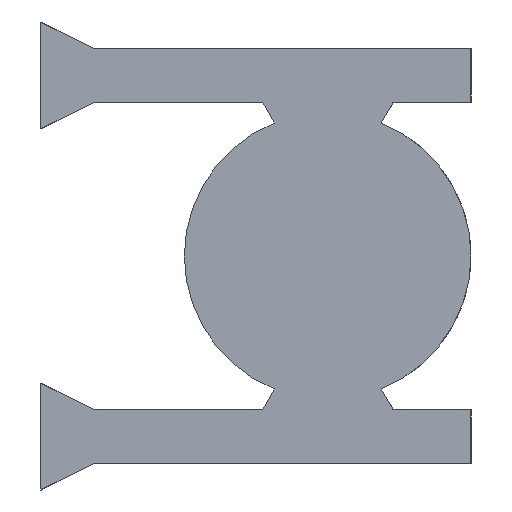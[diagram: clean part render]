
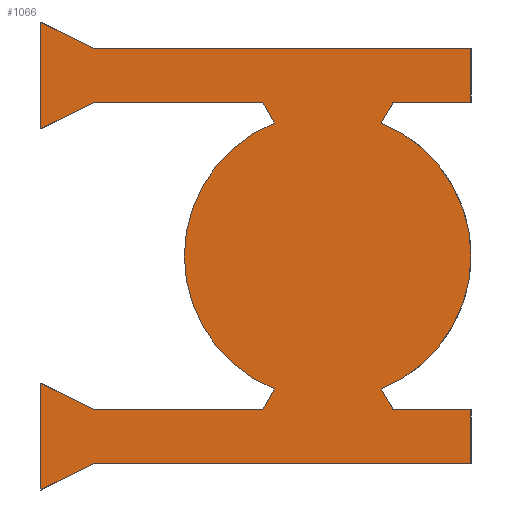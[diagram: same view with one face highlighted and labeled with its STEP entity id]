
A CAD part, front view. The second image highlights one B-rep face of the part: STEP entity #1066.
In plain terms, the highlighted planar face has unit normal (-0.001, -1, 0).
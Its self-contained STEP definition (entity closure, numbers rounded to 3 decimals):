
#24=CIRCLE('',#1106,55.);
#25=CIRCLE('',#1111,55.);
#63=FACE_OUTER_BOUND('',#117,.T.);
#117=EDGE_LOOP('',(#872,#873,#874,#875,#876,#877,#878,#879,#880,#881,#882,
#883,#884,#885,#886,#887,#888,#889,#890,#891,#892,#893));
#192=LINE('',#1552,#336);
#196=LINE('',#1561,#340);
#198=LINE('',#1566,#342);
#201=LINE('',#1571,#345);
#204=LINE('',#1579,#348);
#206=LINE('',#1583,#350);
#208=LINE('',#1588,#352);
#232=LINE('',#1633,#376);
#234=LINE('',#1637,#378);
#238=LINE('',#1646,#382);
#239=LINE('',#1647,#383);
#241=LINE('',#1651,#385);
#242=LINE('',#1653,#386);
#243=LINE('',#1656,#387);
#244=LINE('',#1658,#388);
#245=LINE('',#1660,#389);
#246=LINE('',#1662,#390);
#247=LINE('',#1664,#391);
#248=LINE('',#1666,#392);
#249=LINE('',#1667,#393);
#336=VECTOR('',#1247,10.);
#340=VECTOR('',#1257,10.);
#342=VECTOR('',#1261,10.);
#345=VECTOR('',#1266,10.);
#348=VECTOR('',#1275,10.);
#350=VECTOR('',#1279,10.);
#352=VECTOR('',#1283,10.);
#376=VECTOR('',#1323,10.);
#378=VECTOR('',#1327,10.);
#382=VECTOR('',#1339,10.);
#383=VECTOR('',#1340,10.);
#385=VECTOR('',#1344,10.);
#386=VECTOR('',#1347,10.);
#387=VECTOR('',#1350,10.);
#388=VECTOR('',#1351,10.);
#389=VECTOR('',#1352,10.);
#390=VECTOR('',#1353,10.);
#391=VECTOR('',#1354,10.);
#392=VECTOR('',#1355,10.);
#393=VECTOR('',#1356,10.);
#476=VERTEX_POINT('',#1550);
#477=VERTEX_POINT('',#1551);
#478=VERTEX_POINT('',#1556);
#479=VERTEX_POINT('',#1560);
#480=VERTEX_POINT('',#1564);
#481=VERTEX_POINT('',#1565);
#482=VERTEX_POINT('',#1570);
#483=VERTEX_POINT('',#1574);
#484=VERTEX_POINT('',#1578);
#485=VERTEX_POINT('',#1582);
#486=VERTEX_POINT('',#1586);
#487=VERTEX_POINT('',#1587);
#500=VERTEX_POINT('',#1631);
#501=VERTEX_POINT('',#1635);
#502=VERTEX_POINT('',#1644);
#503=VERTEX_POINT('',#1649);
#504=VERTEX_POINT('',#1655);
#505=VERTEX_POINT('',#1657);
#506=VERTEX_POINT('',#1659);
#507=VERTEX_POINT('',#1661);
#508=VERTEX_POINT('',#1663);
#509=VERTEX_POINT('',#1665);
#586=EDGE_CURVE('',#476,#477,#192,.T.);
#589=EDGE_CURVE('',#477,#478,#24,.T.);
#591=EDGE_CURVE('',#479,#478,#196,.T.);
#593=EDGE_CURVE('',#480,#481,#198,.T.);
#596=EDGE_CURVE('',#482,#480,#201,.T.);
#599=EDGE_CURVE('',#482,#483,#25,.T.);
#600=EDGE_CURVE('',#483,#484,#204,.T.);
#602=EDGE_CURVE('',#484,#485,#206,.T.);
#604=EDGE_CURVE('',#486,#487,#208,.T.);
#628=EDGE_CURVE('',#500,#486,#232,.T.);
#630=EDGE_CURVE('',#501,#487,#234,.T.);
#634=EDGE_CURVE('',#502,#485,#238,.T.);
#635=EDGE_CURVE('',#476,#500,#239,.T.);
#637=EDGE_CURVE('',#503,#502,#241,.T.);
#638=EDGE_CURVE('',#501,#503,#242,.T.);
#639=EDGE_CURVE('',#504,#481,#243,.T.);
#640=EDGE_CURVE('',#479,#505,#244,.T.);
#641=EDGE_CURVE('',#505,#506,#245,.T.);
#642=EDGE_CURVE('',#506,#507,#246,.T.);
#643=EDGE_CURVE('',#508,#507,#247,.T.);
#644=EDGE_CURVE('',#508,#509,#248,.T.);
#645=EDGE_CURVE('',#509,#504,#249,.T.);
#872=ORIENTED_EDGE('',*,*,#639,.T.);
#873=ORIENTED_EDGE('',*,*,#593,.F.);
#874=ORIENTED_EDGE('',*,*,#596,.F.);
#875=ORIENTED_EDGE('',*,*,#599,.T.);
#876=ORIENTED_EDGE('',*,*,#600,.T.);
#877=ORIENTED_EDGE('',*,*,#602,.T.);
#878=ORIENTED_EDGE('',*,*,#634,.F.);
#879=ORIENTED_EDGE('',*,*,#637,.F.);
#880=ORIENTED_EDGE('',*,*,#638,.F.);
#881=ORIENTED_EDGE('',*,*,#630,.T.);
#882=ORIENTED_EDGE('',*,*,#604,.F.);
#883=ORIENTED_EDGE('',*,*,#628,.F.);
#884=ORIENTED_EDGE('',*,*,#635,.F.);
#885=ORIENTED_EDGE('',*,*,#586,.T.);
#886=ORIENTED_EDGE('',*,*,#589,.T.);
#887=ORIENTED_EDGE('',*,*,#591,.F.);
#888=ORIENTED_EDGE('',*,*,#640,.T.);
#889=ORIENTED_EDGE('',*,*,#641,.T.);
#890=ORIENTED_EDGE('',*,*,#642,.T.);
#891=ORIENTED_EDGE('',*,*,#643,.F.);
#892=ORIENTED_EDGE('',*,*,#644,.T.);
#893=ORIENTED_EDGE('',*,*,#645,.T.);
#1012=PLANE('',#1130);
#1066=ADVANCED_FACE('',(#63),#1012,.T.);
#1106=AXIS2_PLACEMENT_3D('',#1557,#1252,#1253);
#1111=AXIS2_PLACEMENT_3D('',#1576,#1271,#1272);
#1130=AXIS2_PLACEMENT_3D('',#1654,#1348,#1349);
#1247=DIRECTION('',(0.495,-0.001,-0.869));
#1252=DIRECTION('center_axis',(-0.001,-1.,
0.));
#1253=DIRECTION('ref_axis',(0.,0.,-1.));
#1257=DIRECTION('',(0.495,-0.001,0.869));
#1261=DIRECTION('',(-0.495,0.001,-0.869));
#1266=DIRECTION('',(0.505,-0.001,-0.863));
#1271=DIRECTION('center_axis',(-0.001,-1.,
0.));
#1272=DIRECTION('ref_axis',(0.,0.,-1.));
#1275=DIRECTION('',(0.505,-0.001,0.863));
#1279=DIRECTION('',(-0.495,0.001,0.869));
#1283=DIRECTION('',(0.,0.,1.));
#1323=DIRECTION('',(-0.894,0.001,-0.447));
#1327=DIRECTION('',(-0.894,0.001,0.447));
#1339=DIRECTION('',(-1.,0.001,0.));
#1340=DIRECTION('',(-1.,0.001,0.));
#1344=DIRECTION('',(0.,0.,-1.));
#1347=DIRECTION('',(1.,-0.001,0.));
#1348=DIRECTION('center_axis',(-0.001,-1.,
0.));
#1349=DIRECTION('ref_axis',(0.,0.,-1.));
#1350=DIRECTION('',(-1.,0.001,0.));
#1351=DIRECTION('',(-1.,0.001,0.));
#1352=DIRECTION('',(-0.894,0.001,0.447));
#1353=DIRECTION('',(0.,0.,-1.));
#1354=DIRECTION('',(-0.894,0.001,-0.447));
#1355=DIRECTION('',(1.,-0.001,0.));
#1356=DIRECTION('',(0.,0.,1.));
#1550=CARTESIAN_POINT('',(54.62,-47.095,1.48));
#1551=CARTESIAN_POINT('',(59.048,-47.101,-6.284));
#1552=CARTESIAN_POINT('',(54.545,-47.095,1.611));
#1556=CARTESIAN_POINT('',(59.048,-47.101,-108.36));
#1557=CARTESIAN_POINT('Origin',(79.545,-47.127,-57.322));
#1560=CARTESIAN_POINT('',(54.62,-47.095,-116.123));
#1561=CARTESIAN_POINT('',(54.545,-47.095,-116.254));
#1564=CARTESIAN_POINT('',(104.544,-47.16,-115.992));
#1565=CARTESIAN_POINT('',(104.469,-47.16,-116.123));
#1566=CARTESIAN_POINT('',(104.544,-47.16,-115.992));
#1570=CARTESIAN_POINT('',(100.076,-47.154,-108.346));
#1571=CARTESIAN_POINT('',(91.931,-47.144,-94.407));
#1574=CARTESIAN_POINT('',(100.076,-47.154,-6.298));
#1576=CARTESIAN_POINT('Origin',(79.545,-47.127,-57.322));
#1578=CARTESIAN_POINT('',(104.544,-47.16,1.349));
#1579=CARTESIAN_POINT('',(91.931,-47.144,-20.236));
#1582=CARTESIAN_POINT('',(104.469,-47.16,1.48));
#1583=CARTESIAN_POINT('',(104.544,-47.16,1.349));
#1586=CARTESIAN_POINT('',(-30.485,-46.984,-8.52));
#1587=CARTESIAN_POINT('',(-30.485,-46.984,32.48));
#1588=CARTESIAN_POINT('',(-30.485,-46.984,32.48));
#1631=CARTESIAN_POINT('',(-10.485,-47.01,1.48));
#1633=CARTESIAN_POINT('',(-10.485,-47.01,1.48));
#1635=CARTESIAN_POINT('',(-10.485,-47.01,22.48));
#1637=CARTESIAN_POINT('',(-10.485,-47.01,22.48));
#1644=CARTESIAN_POINT('',(134.515,-47.199,1.48));
#1646=CARTESIAN_POINT('',(134.515,-47.199,1.48));
#1647=CARTESIAN_POINT('',(134.515,-47.199,1.48));
#1649=CARTESIAN_POINT('',(134.515,-47.199,22.48));
#1651=CARTESIAN_POINT('',(134.515,-47.199,22.48));
#1653=CARTESIAN_POINT('',(-30.485,-46.984,22.48));
#1654=CARTESIAN_POINT('Origin',(52.015,-47.092,-126.623));
#1655=CARTESIAN_POINT('',(134.515,-47.199,-116.123));
#1656=CARTESIAN_POINT('',(134.515,-47.199,-116.123));
#1657=CARTESIAN_POINT('',(-10.485,-47.01,-116.123));
#1658=CARTESIAN_POINT('',(134.515,-47.199,-116.123));
#1659=CARTESIAN_POINT('',(-30.485,-46.984,-106.123));
#1660=CARTESIAN_POINT('',(-10.485,-47.01,-116.123));
#1661=CARTESIAN_POINT('',(-30.485,-46.984,-147.123));
#1662=CARTESIAN_POINT('',(-30.485,-46.984,-147.123));
#1663=CARTESIAN_POINT('',(-10.485,-47.01,-137.123));
#1664=CARTESIAN_POINT('',(-10.485,-47.01,-137.123));
#1665=CARTESIAN_POINT('',(134.515,-47.199,-137.123));
#1666=CARTESIAN_POINT('',(-30.485,-46.984,-137.123));
#1667=CARTESIAN_POINT('',(134.515,-47.199,-137.123));
